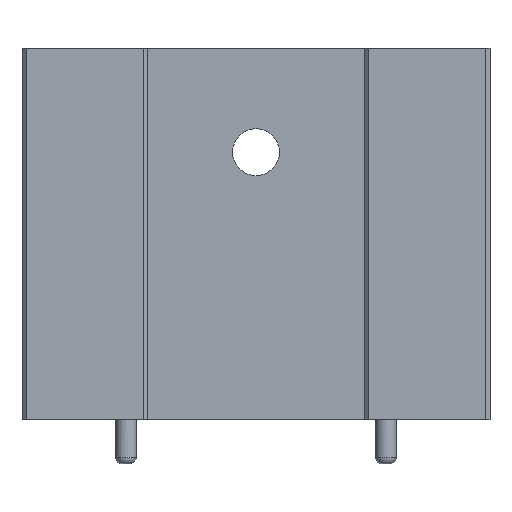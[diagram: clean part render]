
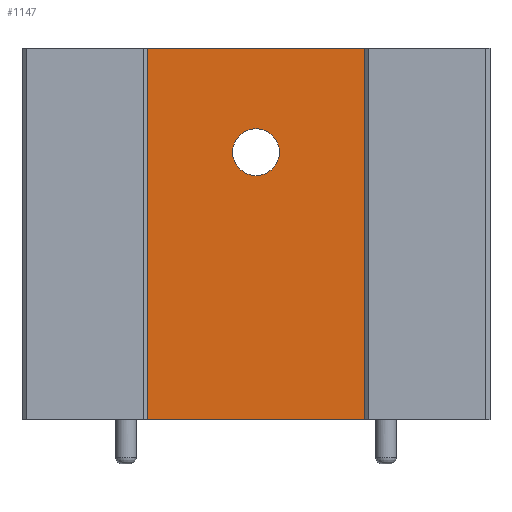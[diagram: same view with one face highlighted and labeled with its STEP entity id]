
A CAD part, front view. The second image highlights one B-rep face of the part: STEP entity #1147.
In plain terms, the highlighted planar face has unit normal (0, -1, 0).
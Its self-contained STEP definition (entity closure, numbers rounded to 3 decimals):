
#13=DIRECTION('',(0.,0.,1.));
#35=VECTOR('',#13,1.);
#43=DIRECTION('',(-1.,0.,0.));
#78=DIRECTION('',(0.,-1.,0.));
#180=VERTEX_POINT('',#181);
#181=CARTESIAN_POINT('',(-7.5,2.,0.2));
#183=ORIENTED_EDGE('',*,*,#184,.F.);
#184=EDGE_CURVE('',#185,#180,#187,.T.);
#185=VERTEX_POINT('',#186);
#186=CARTESIAN_POINT('',(7.5,2.,0.2));
#187=LINE('',#186,#188);
#188=VECTOR('',#43,1.);
#622=VERTEX_POINT('',#623);
#623=CARTESIAN_POINT('',(-7.5,2.,25.6));
#626=EDGE_CURVE('',#627,#622,#629,.T.);
#627=VERTEX_POINT('',#628);
#628=CARTESIAN_POINT('',(7.5,2.,25.6));
#629=LINE('',#628,#188);
#989=EDGE_CURVE('',#185,#627,#990,.T.);
#990=LINE('',#186,#35);
#1131=ORIENTED_EDGE('',*,*,#1132,.F.);
#1132=EDGE_CURVE('',#180,#622,#1133,.T.);
#1133=LINE('',#181,#35);
#1147=ADVANCED_FACE('',(#1148,#1152),#1162,.T.);
#1148=FACE_BOUND('',#1149,.T.);
#1149=EDGE_LOOP('',(#1150,#1151,#1131,#183));
#1150=ORIENTED_EDGE('',*,*,#989,.T.);
#1151=ORIENTED_EDGE('',*,*,#626,.T.);
#1152=FACE_BOUND('',#1153,.T.);
#1153=EDGE_LOOP('',(#1154));
#1154=ORIENTED_EDGE('',*,*,#1155,.T.);
#1155=EDGE_CURVE('',#1156,#1156,#1158,.T.);
#1156=VERTEX_POINT('',#1157);
#1157=CARTESIAN_POINT('',(-1.6,2.,18.5));
#1158=CIRCLE('',#1159,1.6);
#1159=AXIS2_PLACEMENT_3D('',#1160,#1161,#43);
#1160=CARTESIAN_POINT('',(0.,2.,18.5));
#1161=DIRECTION('',(0.,1.,0.));
#1162=PLANE('',#1163);
#1163=AXIS2_PLACEMENT_3D('',#186,#78,#43);
